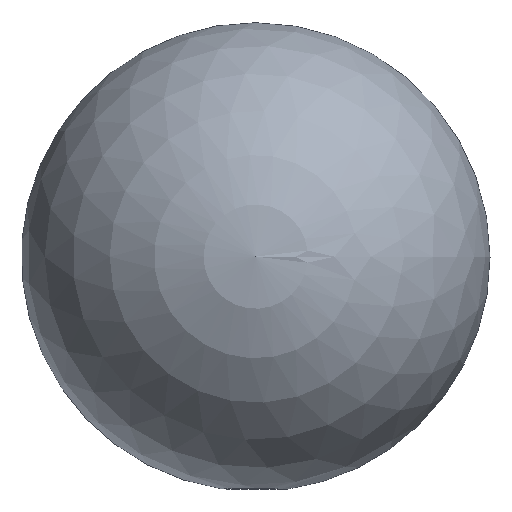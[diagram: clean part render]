
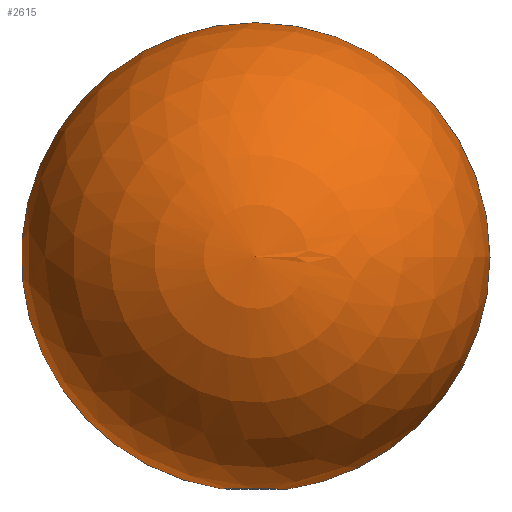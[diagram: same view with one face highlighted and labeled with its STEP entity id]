
A CAD part, top view. The second image highlights one B-rep face of the part: STEP entity #2615.
In plain terms, the highlighted spherical face has radius 30 mm.
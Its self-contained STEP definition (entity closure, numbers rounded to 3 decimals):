
#26 = CARTESIAN_POINT ( 'NONE',  ( 0., 30., 0. ) ) ;
#41 = SPHERICAL_SURFACE ( 'NONE', #401, 30. ) ;
#93 = CARTESIAN_POINT ( 'NONE',  ( 0., 0., 0. ) ) ;
#146 = CARTESIAN_POINT ( 'NONE',  ( 3.758, -29.71, 1.809 ) ) ;
#189 = CARTESIAN_POINT ( 'NONE',  ( 4., -29.732, 0. ) ) ;
#195 = CARTESIAN_POINT ( 'NONE',  ( 3.268, -29.697, 2.737 ) ) ;
#254 = CARTESIAN_POINT ( 'NONE',  ( 0.155, -29.654, 4.548 ) ) ;
#318 = CARTESIAN_POINT ( 'NONE',  ( -4.343, -29.679, 0.654 ) ) ;
#335 = CARTESIAN_POINT ( 'NONE',  ( 0.453, -29.654, 4.519 ) ) ;
#336 = EDGE_CURVE ( 'NONE', #1952, #435, #2334, .T. ) ;
#352 = CARTESIAN_POINT ( 'NONE',  ( 4.02, -29.726, 0.526 ) ) ;
#390 = CARTESIAN_POINT ( 'NONE',  ( 1.473, -29.668, 4.235 ) ) ;
#401 = AXIS2_PLACEMENT_3D ( 'NONE', #889, #850, #646 ) ;
#435 = VERTEX_POINT ( 'NONE', #26 ) ;
#538 = CARTESIAN_POINT ( 'NONE',  ( -3.121, -29.657, 3.294 ) ) ;
#623 = CIRCLE ( 'NONE', #2124, 30. ) ;
#626 = CARTESIAN_POINT ( 'NONE',  ( -2.394, -29.654, 3.87 ) ) ;
#646 = DIRECTION ( 'NONE',  ( 1., 0., 0. ) ) ;
#735 = CARTESIAN_POINT ( 'NONE',  ( -4.258, -29.675, 1.139 ) ) ;
#850 = DIRECTION ( 'NONE',  ( 0., 0., -1. ) ) ;
#889 = CARTESIAN_POINT ( 'NONE',  ( 0., 0., 0. ) ) ;
#901 = B_SPLINE_CURVE_WITH_KNOTS ( 'NONE', 3,
 ( #1955, #538, #2162, #1539, #1761, #1303, #1720, #1917, #735, #318, #1149, #2149 ),
 .UNSPECIFIED., .F., .F.,
 ( 4, 2, 2, 2, 2, 4 ),
 ( 0., 0.001, 0.002, 0.002, 0.003, 0.004 ),
 .UNSPECIFIED. ) ;
#906 = DIRECTION ( 'NONE',  ( 0., 0., -1. ) ) ;
#987 = CARTESIAN_POINT ( 'NONE',  ( 4., -29.732, 0. ) ) ;
#1017 = CARTESIAN_POINT ( 'NONE',  ( 0.453, -29.654, 4.519 ) ) ;
#1079 = EDGE_CURVE ( 'NONE', #1113, #2336, #1230, .T. ) ;
#1113 = VERTEX_POINT ( 'NONE', #335 ) ;
#1149 = CARTESIAN_POINT ( 'NONE',  ( -4.364, -29.681, 0.328 ) ) ;
#1166 = CARTESIAN_POINT ( 'NONE',  ( 2.758, -29.688, 3.333 ) ) ;
#1206 = CARTESIAN_POINT ( 'NONE',  ( 3.659, -29.707, 2.051 ) ) ;
#1216 = EDGE_CURVE ( 'NONE', #1952, #1113, #1630, .T. ) ;
#1230 = B_SPLINE_CURVE_WITH_KNOTS ( 'NONE', 3,
 ( #2303, #254, #1906, #1293, #2065, #2522, #2472, #626, #1449, #2268 ),
 .UNSPECIFIED., .F., .F.,
 ( 4, 2, 2, 2, 4 ),
 ( 0., 0.001, 0.002, 0.003, 0.004 ),
 .UNSPECIFIED. ) ;
#1279 = FACE_OUTER_BOUND ( 'NONE', #2081, .T. ) ;
#1293 = CARTESIAN_POINT ( 'NONE',  ( -0.736, -29.654, 4.491 ) ) ;
#1303 = CARTESIAN_POINT ( 'NONE',  ( -4.073, -29.67, 1.771 ) ) ;
#1339 = ORIENTED_EDGE ( 'NONE', *, *, #2364, .F. ) ;
#1354 = ORIENTED_EDGE ( 'NONE', *, *, #1216, .F. ) ;
#1356 = ORIENTED_EDGE ( 'NONE', *, *, #1079, .F. ) ;
#1407 = CARTESIAN_POINT ( 'NONE',  ( 2.94, -29.691, 3.145 ) ) ;
#1449 = CARTESIAN_POINT ( 'NONE',  ( -2.644, -29.654, 3.704 ) ) ;
#1539 = CARTESIAN_POINT ( 'NONE',  ( -3.721, -29.664, 2.515 ) ) ;
#1542 = CARTESIAN_POINT ( 'NONE',  ( -2.875, -29.654, 3.515 ) ) ;
#1553 = CARTESIAN_POINT ( 'NONE',  ( 0., 0., 0. ) ) ;
#1568 = DIRECTION ( 'NONE',  ( 1., 0., 0. ) ) ;
#1591 = CARTESIAN_POINT ( 'NONE',  ( 3.414, -29.7, 2.514 ) ) ;
#1630 = B_SPLINE_CURVE_WITH_KNOTS ( 'NONE', 3,
 ( #987, #1820, #352, #1788, #2416, #146, #1206, #1591, #195, #1407, #1166, #1806, #2026, #390, #2196, #1017 ),
 .UNSPECIFIED., .F., .F.,
 ( 4, 2, 2, 2, 2, 2, 2, 4 ),
 ( 0., 0.001, 0.002, 0.002, 0.003, 0.004, 0.005, 0.006 ),
 .UNSPECIFIED. ) ;
#1648 = CARTESIAN_POINT ( 'NONE',  ( -4.348, -29.683, 0. ) ) ;
#1720 = CARTESIAN_POINT ( 'NONE',  ( -4.128, -29.671, 1.617 ) ) ;
#1761 = CARTESIAN_POINT ( 'NONE',  ( -3.883, -29.666, 2.224 ) ) ;
#1772 = DIRECTION ( 'NONE',  ( 0., 0., 1. ) ) ;
#1788 = CARTESIAN_POINT ( 'NONE',  ( 3.965, -29.72, 1.046 ) ) ;
#1789 = AXIS2_PLACEMENT_3D ( 'NONE', #1553, #1772, #1568 ) ;
#1806 = CARTESIAN_POINT ( 'NONE',  ( 2.361, -29.681, 3.679 ) ) ;
#1820 = CARTESIAN_POINT ( 'NONE',  ( 4.022, -29.729, 0.264 ) ) ;
#1845 = ORIENTED_EDGE ( 'NONE', *, *, #2136, .F. ) ;
#1906 = CARTESIAN_POINT ( 'NONE',  ( -0.144, -29.654, 4.549 ) ) ;
#1917 = CARTESIAN_POINT ( 'NONE',  ( -4.22, -29.674, 1.301 ) ) ;
#1952 = VERTEX_POINT ( 'NONE', #189 ) ;
#1955 = CARTESIAN_POINT ( 'NONE',  ( -2.875, -29.654, 3.515 ) ) ;
#2026 = CARTESIAN_POINT ( 'NONE',  ( 2.146, -29.678, 3.834 ) ) ;
#2065 = CARTESIAN_POINT ( 'NONE',  ( -1.031, -29.654, 4.433 ) ) ;
#2081 = EDGE_LOOP ( 'NONE', ( #1339, #1845, #1356, #1354, #2554 ) ) ;
#2124 = AXIS2_PLACEMENT_3D ( 'NONE', #93, #906, #2548 ) ;
#2136 = EDGE_CURVE ( 'NONE', #2336, #2448, #901, .T. ) ;
#2149 = CARTESIAN_POINT ( 'NONE',  ( -4.348, -29.683, 0. ) ) ;
#2162 = CARTESIAN_POINT ( 'NONE',  ( -3.34, -29.659, 3.05 ) ) ;
#2196 = CARTESIAN_POINT ( 'NONE',  ( 0.973, -29.661, 4.424 ) ) ;
#2268 = CARTESIAN_POINT ( 'NONE',  ( -2.875, -29.654, 3.515 ) ) ;
#2303 = CARTESIAN_POINT ( 'NONE',  ( 0.453, -29.654, 4.519 ) ) ;
#2334 = CIRCLE ( 'NONE', #1789, 30. ) ;
#2336 = VERTEX_POINT ( 'NONE', #1542 ) ;
#2364 = EDGE_CURVE ( 'NONE', #2448, #435, #623, .T. ) ;
#2416 = CARTESIAN_POINT ( 'NONE',  ( 3.912, -29.716, 1.306 ) ) ;
#2448 = VERTEX_POINT ( 'NONE', #1648 ) ;
#2472 = CARTESIAN_POINT ( 'NONE',  ( -1.869, -29.654, 4.15 ) ) ;
#2522 = CARTESIAN_POINT ( 'NONE',  ( -1.596, -29.654, 4.262 ) ) ;
#2548 = DIRECTION ( 'NONE',  ( -1., 0., 0. ) ) ;
#2554 = ORIENTED_EDGE ( 'NONE', *, *, #336, .T. ) ;
#2615 = ADVANCED_FACE ( 'NONE', ( #1279 ), #41, .T. ) ;
